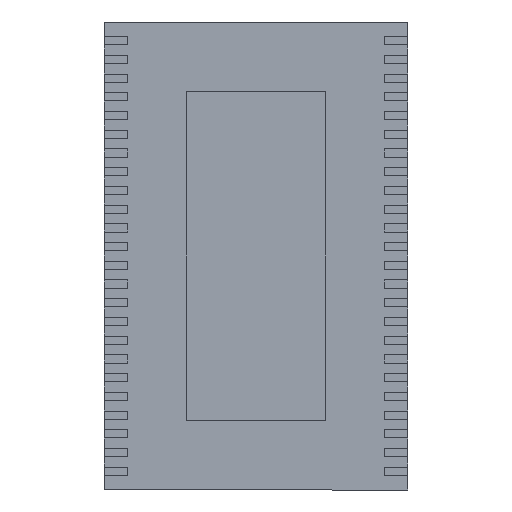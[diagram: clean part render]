
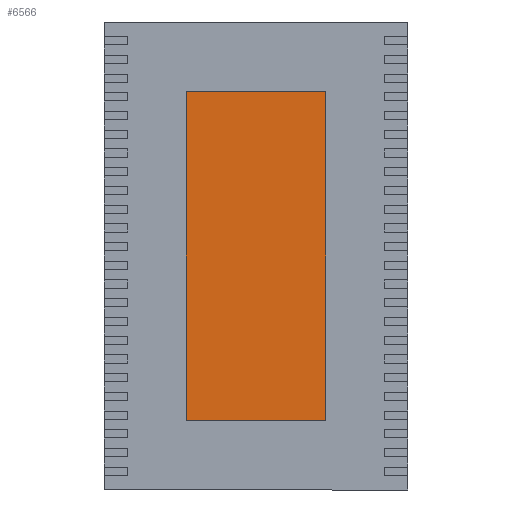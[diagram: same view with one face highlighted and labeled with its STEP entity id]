
A CAD part, front view. The second image highlights one B-rep face of the part: STEP entity #6566.
In plain terms, the highlighted planar face has unit normal (0, -1, 0).
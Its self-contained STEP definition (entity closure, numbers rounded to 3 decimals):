
#572 = EDGE_CURVE ( 'NONE', #8608, #13707, #13035, .T. ) ;
#669 = DIRECTION ( 'NONE',  ( -1., 0., 0. ) ) ;
#885 = DIRECTION ( 'NONE',  ( 0., -1., 0. ) ) ;
#1228 = DIRECTION ( 'NONE',  ( 1., 0., 0. ) ) ;
#2266 = LINE ( 'NONE', #6959, #13976 ) ;
#3129 = DIRECTION ( 'NONE',  ( 0., 0., -1. ) ) ;
#3679 = EDGE_CURVE ( 'NONE', #13707, #11993, #13531, .T. ) ;
#4630 = ORIENTED_EDGE ( 'NONE', *, *, #572, .T. ) ;
#5038 = CARTESIAN_POINT ( 'NONE',  ( 1.86, 0., 4.39 ) ) ;
#5096 = CARTESIAN_POINT ( 'NONE',  ( 1.86, 0., 4.39 ) ) ;
#5814 = EDGE_CURVE ( 'NONE', #13794, #8608, #11799, .T. ) ;
#6337 = DIRECTION ( 'NONE',  ( 0., 0., 1. ) ) ;
#6566 = ADVANCED_FACE ( 'NONE', ( #6724 ), #8698, .T. ) ;
#6724 = FACE_OUTER_BOUND ( 'NONE', #11709, .T. ) ;
#6789 = EDGE_CURVE ( 'NONE', #11993, #13794, #2266, .T. ) ;
#6959 = CARTESIAN_POINT ( 'NONE',  ( 1.86, 0., -4.39 ) ) ;
#7001 = VECTOR ( 'NONE', #669, 1000. ) ;
#7013 = ORIENTED_EDGE ( 'NONE', *, *, #6789, .T. ) ;
#8608 = VERTEX_POINT ( 'NONE', #10123 ) ;
#8698 = PLANE ( 'NONE',  #14144 ) ;
#9902 = CARTESIAN_POINT ( 'NONE',  ( -1.86, 0., -4.39 ) ) ;
#10123 = CARTESIAN_POINT ( 'NONE',  ( 1.86, 0., 4.39 ) ) ;
#10537 = VECTOR ( 'NONE', #6337, 1000. ) ;
#10993 = VECTOR ( 'NONE', #3129, 1000. ) ;
#11709 = EDGE_LOOP ( 'NONE', ( #4630, #13220, #7013, #13029 ) ) ;
#11799 = LINE ( 'NONE', #5038, #10537 ) ;
#11993 = VERTEX_POINT ( 'NONE', #9902 ) ;
#12382 = CARTESIAN_POINT ( 'NONE',  ( 1.86, 0., -4.39 ) ) ;
#13029 = ORIENTED_EDGE ( 'NONE', *, *, #5814, .T. ) ;
#13035 = LINE ( 'NONE', #5096, #7001 ) ;
#13220 = ORIENTED_EDGE ( 'NONE', *, *, #3679, .T. ) ;
#13265 = DIRECTION ( 'NONE',  ( 0., 0., -1. ) ) ;
#13291 = CARTESIAN_POINT ( 'NONE',  ( -1.86, 0., 4.39 ) ) ;
#13301 = CARTESIAN_POINT ( 'NONE',  ( -1.86, 0., 4.39 ) ) ;
#13531 = LINE ( 'NONE', #13301, #10993 ) ;
#13707 = VERTEX_POINT ( 'NONE', #13291 ) ;
#13794 = VERTEX_POINT ( 'NONE', #12382 ) ;
#13976 = VECTOR ( 'NONE', #1228, 1000. ) ;
#14144 = AXIS2_PLACEMENT_3D ( 'NONE', #14611, #885, #13265 ) ;
#14611 = CARTESIAN_POINT ( 'NONE',  ( 0., 0., 0. ) ) ;
